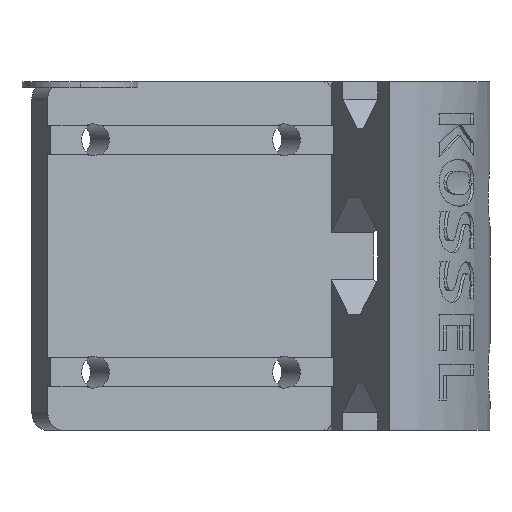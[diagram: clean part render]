
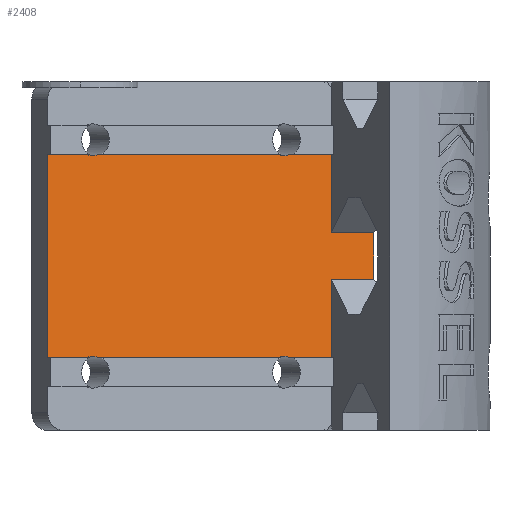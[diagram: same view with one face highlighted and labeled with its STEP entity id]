
A CAD part, left-side view. The second image highlights one B-rep face of the part: STEP entity #2408.
In plain terms, the highlighted planar face has unit normal (-0.866, -0.5, 0).
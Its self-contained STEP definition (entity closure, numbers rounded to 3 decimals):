
#2214 = CIRCLE ( 'NONE', #2229, 2.75 ) ;
#2229 = AXIS2_PLACEMENT_3D ( 'NONE', #6335, #6336, #6337 ) ;
#2292 = VERTEX_POINT ( 'NONE', #6318 ) ;
#2302 = EDGE_CURVE ( 'NONE', #2511, #2510, #2214, .T. ) ;
#2408 = ADVANCED_FACE ( 'NONE', ( #6770 ), #6771, .T. ) ;
#2430 = EDGE_CURVE ( 'NONE', #2292, #2566, #7125, .T. ) ;
#2510 = VERTEX_POINT ( 'NONE', #7338 ) ;
#2511 = VERTEX_POINT ( 'NONE', #7339 ) ;
#2566 = VERTEX_POINT ( 'NONE', #7395 ) ;
#2825 = VERTEX_POINT ( 'NONE', #7669 ) ;
#2827 = VERTEX_POINT ( 'NONE', #7671 ) ;
#2838 = VERTEX_POINT ( 'NONE', #7682 ) ;
#2840 = VERTEX_POINT ( 'NONE', #7684 ) ;
#2843 = VERTEX_POINT ( 'NONE', #7687 ) ;
#2844 = VERTEX_POINT ( 'NONE', #7688 ) ;
#2845 = VERTEX_POINT ( 'NONE', #7689 ) ;
#2846 = VERTEX_POINT ( 'NONE', #7690 ) ;
#2850 = VERTEX_POINT ( 'NONE', #7694 ) ;
#2851 = VERTEX_POINT ( 'NONE', #7695 ) ;
#2852 = VERTEX_POINT ( 'NONE', #7696 ) ;
#2853 = VERTEX_POINT ( 'NONE', #7697 ) ;
#2965 = EDGE_LOOP ( 'NONE', ( #3826, #3827, #3828, #3829, #3830, #3831, #3832, #3833, #3834, #3835, #3836, #3837, #3838, #3839, #3840, #3841 ) ) ;
#3362 = AXIS2_PLACEMENT_3D ( 'NONE', #6762, #6773, #6774 ) ;
#3633 = EDGE_CURVE ( 'NONE', #2566, #2511, #8417, .T. ) ;
#3634 = EDGE_CURVE ( 'NONE', #2825, #2292, #8420, .T. ) ;
#3635 = EDGE_CURVE ( 'NONE', #2825, #2844, #8406, .T. ) ;
#3636 = EDGE_CURVE ( 'NONE', #2838, #2844, #8405, .T. ) ;
#3637 = EDGE_CURVE ( 'NONE', #2827, #2838, #8499, .T. ) ;
#3638 = EDGE_CURVE ( 'NONE', #2843, #2827, #8427, .T. ) ;
#3639 = EDGE_CURVE ( 'NONE', #2840, #2843, #8500, .T. ) ;
#3640 = EDGE_CURVE ( 'NONE', #2845, #2840, #8436, .T. ) ;
#3641 = EDGE_CURVE ( 'NONE', #2846, #2845, #8435, .T. ) ;
#3642 = EDGE_CURVE ( 'NONE', #2846, #2851, #8718, .T. ) ;
#3643 = EDGE_CURVE ( 'NONE', #2851, #2852, #8721, .T. ) ;
#3644 = EDGE_CURVE ( 'NONE', #2852, #2853, #8724, .T. ) ;
#3645 = EDGE_CURVE ( 'NONE', #2850, #2853, #8727, .T. ) ;
#3646 = EDGE_CURVE ( 'NONE', #2510, #2850, #8730, .T. ) ;
#3826 = ORIENTED_EDGE ( 'NONE', *, *, #2302, .F. ) ;
#3827 = ORIENTED_EDGE ( 'NONE', *, *, #3633, .F. ) ;
#3828 = ORIENTED_EDGE ( 'NONE', *, *, #2430, .F. ) ;
#3829 = ORIENTED_EDGE ( 'NONE', *, *, #3634, .F. ) ;
#3830 = ORIENTED_EDGE ( 'NONE', *, *, #3635, .T. ) ;
#3831 = ORIENTED_EDGE ( 'NONE', *, *, #3636, .F. ) ;
#3832 = ORIENTED_EDGE ( 'NONE', *, *, #3637, .F. ) ;
#3833 = ORIENTED_EDGE ( 'NONE', *, *, #3638, .F. ) ;
#3834 = ORIENTED_EDGE ( 'NONE', *, *, #3639, .F. ) ;
#3835 = ORIENTED_EDGE ( 'NONE', *, *, #3640, .F. ) ;
#3836 = ORIENTED_EDGE ( 'NONE', *, *, #3641, .F. ) ;
#3837 = ORIENTED_EDGE ( 'NONE', *, *, #3642, .T. ) ;
#3838 = ORIENTED_EDGE ( 'NONE', *, *, #3643, .T. ) ;
#3839 = ORIENTED_EDGE ( 'NONE', *, *, #3644, .T. ) ;
#3840 = ORIENTED_EDGE ( 'NONE', *, *, #3645, .F. ) ;
#3841 = ORIENTED_EDGE ( 'NONE', *, *, #3646, .F. ) ;
#6318 = CARTESIAN_POINT ( 'NONE',  ( -39.435, 25.379, -12.5 ) ) ;
#6335 = CARTESIAN_POINT ( 'NONE',  ( -19.862, -8.522, -10. ) ) ;
#6336 = DIRECTION ( 'NONE',  ( -0.866, -0.5, 0. ) ) ;
#6337 = DIRECTION ( 'NONE',  ( 0.5, -0.866, 0. ) ) ;
#6762 = CARTESIAN_POINT ( 'NONE',  ( -43.302, 32.077, -60. ) ) ;
#6770 = FACE_OUTER_BOUND ( 'NONE', #2965, .T. ) ;
#6771 = PLANE ( 'NONE',  #3362 ) ;
#6773 = DIRECTION ( 'NONE',  ( -0.866, -0.5, 0. ) ) ;
#6774 = DIRECTION ( 'NONE',  ( 0.5, -0.866, 0. ) ) ;
#6861 = CARTESIAN_POINT ( 'NONE',  ( -38.862, 24.387, -10. ) ) ;
#6862 = DIRECTION ( 'NONE',  ( -0.866, -0.5, 0. ) ) ;
#6863 = DIRECTION ( 'NONE',  ( 0.5, -0.866, 0. ) ) ;
#7125 = CIRCLE ( 'NONE', #7127, 2.75 ) ;
#7127 = AXIS2_PLACEMENT_3D ( 'NONE', #6861, #6862, #6863 ) ;
#7338 = CARTESIAN_POINT ( 'NONE',  ( -19.289, -9.514, -12.5 ) ) ;
#7339 = CARTESIAN_POINT ( 'NONE',  ( -20.435, -7.53, -12.5 ) ) ;
#7395 = CARTESIAN_POINT ( 'NONE',  ( -38.289, 23.394, -12.5 ) ) ;
#7669 = CARTESIAN_POINT ( 'NONE',  ( -43.302, 32.077, -12.5 ) ) ;
#7671 = CARTESIAN_POINT ( 'NONE',  ( -38.289, 23.394, -47.5 ) ) ;
#7682 = CARTESIAN_POINT ( 'NONE',  ( -39.435, 25.379, -47.5 ) ) ;
#7684 = CARTESIAN_POINT ( 'NONE',  ( -19.289, -9.514, -47.5 ) ) ;
#7687 = CARTESIAN_POINT ( 'NONE',  ( -20.435, -7.53, -47.5 ) ) ;
#7688 = CARTESIAN_POINT ( 'NONE',  ( -43.302, 32.077, -47.5 ) ) ;
#7689 = CARTESIAN_POINT ( 'NONE',  ( -15.156, -16.673, -47.5 ) ) ;
#7690 = CARTESIAN_POINT ( 'NONE',  ( -15.156, -16.673, -34. ) ) ;
#7694 = CARTESIAN_POINT ( 'NONE',  ( -15.156, -16.673, -12.5 ) ) ;
#7695 = CARTESIAN_POINT ( 'NONE',  ( -10.926, -24., -34. ) ) ;
#7696 = CARTESIAN_POINT ( 'NONE',  ( -10.926, -24., -26. ) ) ;
#7697 = CARTESIAN_POINT ( 'NONE',  ( -15.156, -16.673, -26. ) ) ;
#8405 = LINE ( 'NONE', #8426, #8498 ) ;
#8406 = LINE ( 'NONE', #8423, #8481 ) ;
#8417 = LINE ( 'NONE', #8418, #8496 ) ;
#8418 = CARTESIAN_POINT ( 'NONE',  ( -20.435, -7.53, -12.5 ) ) ;
#8419 = DIRECTION ( 'NONE',  ( 0.5, -0.866, 0. ) ) ;
#8420 = LINE ( 'NONE', #8421, #8497 ) ;
#8421 = CARTESIAN_POINT ( 'NONE',  ( -39.435, 25.379, -12.5 ) ) ;
#8422 = DIRECTION ( 'NONE',  ( 0.5, -0.866, 0. ) ) ;
#8423 = CARTESIAN_POINT ( 'NONE',  ( -43.302, 32.077, -60. ) ) ;
#8424 = CARTESIAN_POINT ( 'NONE',  ( -20.435, -7.53, -47.5 ) ) ;
#8425 = DIRECTION ( 'NONE',  ( 0., 0., -1. ) ) ;
#8426 = CARTESIAN_POINT ( 'NONE',  ( -39.435, 25.379, -47.5 ) ) ;
#8427 = LINE ( 'NONE', #8424, #8501 ) ;
#8428 = DIRECTION ( 'NONE',  ( -0.5, 0.866, 0. ) ) ;
#8429 = CARTESIAN_POINT ( 'NONE',  ( -38.862, 24.387, -50. ) ) ;
#8430 = DIRECTION ( 'NONE',  ( -0.866, -0.5, 0. ) ) ;
#8431 = DIRECTION ( 'NONE',  ( 0.5, -0.866, 0. ) ) ;
#8432 = CARTESIAN_POINT ( 'NONE',  ( -15.156, -16.673, -47.5 ) ) ;
#8433 = DIRECTION ( 'NONE',  ( -0.5, 0.866, 0. ) ) ;
#8435 = LINE ( 'NONE', #8716, #8504 ) ;
#8436 = LINE ( 'NONE', #8432, #8503 ) ;
#8437 = CARTESIAN_POINT ( 'NONE',  ( -19.862, -8.522, -50. ) ) ;
#8438 = DIRECTION ( 'NONE',  ( -0.866, -0.5, 0. ) ) ;
#8439 = DIRECTION ( 'NONE',  ( 0.5, -0.866, 0. ) ) ;
#8481 = VECTOR ( 'NONE', #8425, 1000. ) ;
#8496 = VECTOR ( 'NONE', #8419, 1000. ) ;
#8497 = VECTOR ( 'NONE', #8422, 1000. ) ;
#8498 = VECTOR ( 'NONE', #8428, 1000. ) ;
#8499 = CIRCLE ( 'NONE', #8502, 2.75 ) ;
#8500 = CIRCLE ( 'NONE', #8505, 2.75 ) ;
#8501 = VECTOR ( 'NONE', #8433, 1000. ) ;
#8502 = AXIS2_PLACEMENT_3D ( 'NONE', #8429, #8430, #8431 ) ;
#8503 = VECTOR ( 'NONE', #8715, 1000. ) ;
#8504 = VECTOR ( 'NONE', #8717, 1000. ) ;
#8505 = AXIS2_PLACEMENT_3D ( 'NONE', #8437, #8438, #8439 ) ;
#8507 = VECTOR ( 'NONE', #8720, 1000. ) ;
#8508 = VECTOR ( 'NONE', #8723, 1000. ) ;
#8509 = VECTOR ( 'NONE', #8726, 1000. ) ;
#8510 = VECTOR ( 'NONE', #8729, 1000. ) ;
#8511 = VECTOR ( 'NONE', #8732, 1000. ) ;
#8715 = DIRECTION ( 'NONE',  ( -0.5, 0.866, 0. ) ) ;
#8716 = CARTESIAN_POINT ( 'NONE',  ( -15.156, -16.673, -60. ) ) ;
#8717 = DIRECTION ( 'NONE',  ( 0., 0., -1. ) ) ;
#8718 = LINE ( 'NONE', #8719, #8507 ) ;
#8719 = CARTESIAN_POINT ( 'NONE',  ( -43.302, 32.077, -34. ) ) ;
#8720 = DIRECTION ( 'NONE',  ( 0.5, -0.866, 0. ) ) ;
#8721 = LINE ( 'NONE', #8722, #8508 ) ;
#8722 = CARTESIAN_POINT ( 'NONE',  ( -10.926, -24., -60. ) ) ;
#8723 = DIRECTION ( 'NONE',  ( 0., 0., 1. ) ) ;
#8724 = LINE ( 'NONE', #8725, #8509 ) ;
#8725 = CARTESIAN_POINT ( 'NONE',  ( -43.302, 32.077, -26. ) ) ;
#8726 = DIRECTION ( 'NONE',  ( -0.5, 0.866, 0. ) ) ;
#8727 = LINE ( 'NONE', #8728, #8510 ) ;
#8728 = CARTESIAN_POINT ( 'NONE',  ( -15.156, -16.673, -60. ) ) ;
#8729 = DIRECTION ( 'NONE',  ( 0., 0., -1. ) ) ;
#8730 = LINE ( 'NONE', #8731, #8511 ) ;
#8731 = CARTESIAN_POINT ( 'NONE',  ( -15.156, -16.673, -12.5 ) ) ;
#8732 = DIRECTION ( 'NONE',  ( 0.5, -0.866, 0. ) ) ;
